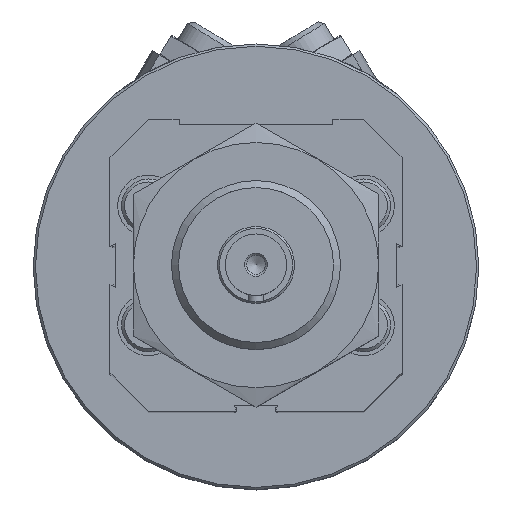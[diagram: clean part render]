
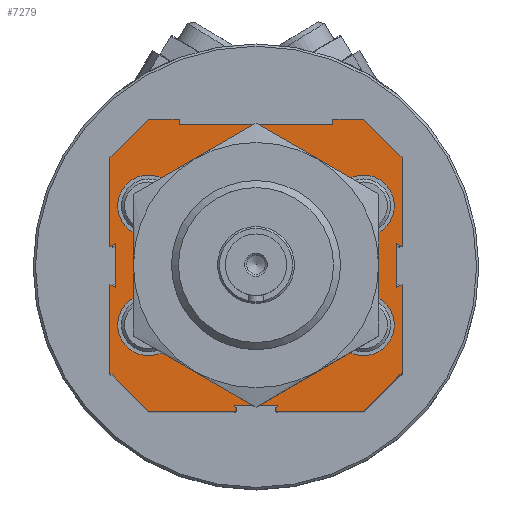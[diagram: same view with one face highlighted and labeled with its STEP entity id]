
A CAD part, top view. The second image highlights one B-rep face of the part: STEP entity #7279.
In plain terms, the highlighted face is planar.
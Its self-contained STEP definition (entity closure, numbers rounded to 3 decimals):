
#203=LINE('',#11472,#748);
#205=LINE('',#11476,#750);
#207=LINE('',#11480,#752);
#241=LINE('',#11566,#786);
#243=LINE('',#11570,#788);
#245=LINE('',#11574,#790);
#279=LINE('',#11660,#824);
#281=LINE('',#11664,#826);
#283=LINE('',#11668,#828);
#343=LINE('',#11824,#888);
#345=LINE('',#11828,#890);
#347=LINE('',#11832,#892);
#389=LINE('',#11933,#934);
#391=LINE('',#11937,#936);
#393=LINE('',#11941,#938);
#394=LINE('',#11943,#939);
#396=LINE('',#11947,#941);
#398=LINE('',#11951,#943);
#399=LINE('',#11953,#944);
#401=LINE('',#11957,#946);
#403=LINE('',#11961,#948);
#404=LINE('',#11963,#949);
#406=LINE('',#11967,#951);
#408=LINE('',#11971,#953);
#748=VECTOR('',#8970,1000.);
#750=VECTOR('',#8974,1000.);
#752=VECTOR('',#8978,1000.);
#786=VECTOR('',#9072,1000.);
#788=VECTOR('',#9076,1000.);
#790=VECTOR('',#9080,1000.);
#824=VECTOR('',#9174,1000.);
#826=VECTOR('',#9178,1000.);
#828=VECTOR('',#9182,1000.);
#888=VECTOR('',#9354,1000.);
#890=VECTOR('',#9358,1000.);
#892=VECTOR('',#9362,1000.);
#934=VECTOR('',#9480,1000.);
#936=VECTOR('',#9484,1000.);
#938=VECTOR('',#9488,1000.);
#939=VECTOR('',#9491,1000.);
#941=VECTOR('',#9495,1000.);
#943=VECTOR('',#9499,1000.);
#944=VECTOR('',#9502,1000.);
#946=VECTOR('',#9506,1000.);
#948=VECTOR('',#9510,1000.);
#949=VECTOR('',#9513,1000.);
#951=VECTOR('',#9517,1000.);
#953=VECTOR('',#9521,1000.);
#1312=PLANE('',#8034);
#1763=CIRCLE('',#8035,4.);
#1764=CIRCLE('',#8036,4.);
#1765=CIRCLE('',#8037,4.);
#1766=CIRCLE('',#8038,4.);
#1767=CIRCLE('',#8039,11.);
#2869=ORIENTED_EDGE('',*,*,#4438,.T.);
#2870=ORIENTED_EDGE('',*,*,#4439,.T.);
#2871=ORIENTED_EDGE('',*,*,#4440,.T.);
#2872=ORIENTED_EDGE('',*,*,#4441,.T.);
#2873=ORIENTED_EDGE('',*,*,#4442,.F.);
#2874=ORIENTED_EDGE('',*,*,#4185,.F.);
#2875=ORIENTED_EDGE('',*,*,#4437,.F.);
#2876=ORIENTED_EDGE('',*,*,#4435,.F.);
#2877=ORIENTED_EDGE('',*,*,#4433,.F.);
#2878=ORIENTED_EDGE('',*,*,#4367,.F.);
#2879=ORIENTED_EDGE('',*,*,#4365,.F.);
#2880=ORIENTED_EDGE('',*,*,#4363,.F.);
#2881=ORIENTED_EDGE('',*,*,#4432,.F.);
#2882=ORIENTED_EDGE('',*,*,#4430,.F.);
#2883=ORIENTED_EDGE('',*,*,#4428,.F.);
#2884=ORIENTED_EDGE('',*,*,#4285,.F.);
#2885=ORIENTED_EDGE('',*,*,#4283,.F.);
#2886=ORIENTED_EDGE('',*,*,#4281,.F.);
#2887=ORIENTED_EDGE('',*,*,#4427,.F.);
#2888=ORIENTED_EDGE('',*,*,#4425,.F.);
#2889=ORIENTED_EDGE('',*,*,#4423,.F.);
#2890=ORIENTED_EDGE('',*,*,#4237,.F.);
#2891=ORIENTED_EDGE('',*,*,#4235,.F.);
#2892=ORIENTED_EDGE('',*,*,#4233,.F.);
#2893=ORIENTED_EDGE('',*,*,#4422,.F.);
#2894=ORIENTED_EDGE('',*,*,#4420,.F.);
#2895=ORIENTED_EDGE('',*,*,#4418,.F.);
#2896=ORIENTED_EDGE('',*,*,#4189,.F.);
#2897=ORIENTED_EDGE('',*,*,#4187,.F.);
#4185=EDGE_CURVE('',#5174,#5175,#203,.T.);
#4187=EDGE_CURVE('',#5175,#5176,#205,.T.);
#4189=EDGE_CURVE('',#5176,#5177,#207,.T.);
#4233=EDGE_CURVE('',#5198,#5199,#241,.T.);
#4235=EDGE_CURVE('',#5199,#5200,#243,.T.);
#4237=EDGE_CURVE('',#5200,#5201,#245,.T.);
#4281=EDGE_CURVE('',#5222,#5223,#279,.T.);
#4283=EDGE_CURVE('',#5223,#5224,#281,.T.);
#4285=EDGE_CURVE('',#5224,#5225,#283,.T.);
#4363=EDGE_CURVE('',#5264,#5265,#343,.T.);
#4365=EDGE_CURVE('',#5265,#5266,#345,.T.);
#4367=EDGE_CURVE('',#5266,#5267,#347,.T.);
#4418=EDGE_CURVE('',#5177,#5288,#389,.T.);
#4420=EDGE_CURVE('',#5288,#5289,#391,.T.);
#4422=EDGE_CURVE('',#5289,#5198,#393,.T.);
#4423=EDGE_CURVE('',#5201,#5290,#394,.T.);
#4425=EDGE_CURVE('',#5290,#5291,#396,.T.);
#4427=EDGE_CURVE('',#5291,#5222,#398,.T.);
#4428=EDGE_CURVE('',#5225,#5292,#399,.T.);
#4430=EDGE_CURVE('',#5292,#5293,#401,.T.);
#4432=EDGE_CURVE('',#5293,#5264,#403,.T.);
#4433=EDGE_CURVE('',#5267,#5294,#404,.T.);
#4435=EDGE_CURVE('',#5294,#5295,#406,.T.);
#4437=EDGE_CURVE('',#5295,#5174,#408,.T.);
#4438=EDGE_CURVE('',#5296,#5296,#1763,.T.);
#4439=EDGE_CURVE('',#5297,#5297,#1764,.T.);
#4440=EDGE_CURVE('',#5298,#5298,#1765,.T.);
#4441=EDGE_CURVE('',#5299,#5299,#1766,.T.);
#4442=EDGE_CURVE('',#5300,#5300,#1767,.F.);
#5174=VERTEX_POINT('',#11471);
#5175=VERTEX_POINT('',#11473);
#5176=VERTEX_POINT('',#11477);
#5177=VERTEX_POINT('',#11481);
#5198=VERTEX_POINT('',#11565);
#5199=VERTEX_POINT('',#11567);
#5200=VERTEX_POINT('',#11571);
#5201=VERTEX_POINT('',#11575);
#5222=VERTEX_POINT('',#11659);
#5223=VERTEX_POINT('',#11661);
#5224=VERTEX_POINT('',#11665);
#5225=VERTEX_POINT('',#11669);
#5264=VERTEX_POINT('',#11823);
#5265=VERTEX_POINT('',#11825);
#5266=VERTEX_POINT('',#11829);
#5267=VERTEX_POINT('',#11833);
#5288=VERTEX_POINT('',#11934);
#5289=VERTEX_POINT('',#11938);
#5290=VERTEX_POINT('',#11944);
#5291=VERTEX_POINT('',#11948);
#5292=VERTEX_POINT('',#11954);
#5293=VERTEX_POINT('',#11958);
#5294=VERTEX_POINT('',#11964);
#5295=VERTEX_POINT('',#11968);
#5296=VERTEX_POINT('',#11974);
#5297=VERTEX_POINT('',#11976);
#5298=VERTEX_POINT('',#11978);
#5299=VERTEX_POINT('',#11980);
#5300=VERTEX_POINT('',#11982);
#5971=EDGE_LOOP('',(#2869));
#5972=EDGE_LOOP('',(#2870));
#5973=EDGE_LOOP('',(#2871));
#5974=EDGE_LOOP('',(#2872));
#5975=EDGE_LOOP('',(#2873));
#5976=EDGE_LOOP('',(#2874,#2875,#2876,#2877,#2878,#2879,#2880,#2881,#2882,
#2883,#2884,#2885,#2886,#2887,#2888,#2889,#2890,#2891,#2892,#2893,#2894,
#2895,#2896,#2897));
#6616=FACE_BOUND('',#5971,.T.);
#6617=FACE_BOUND('',#5972,.T.);
#6618=FACE_BOUND('',#5973,.T.);
#6619=FACE_BOUND('',#5974,.T.);
#6620=FACE_BOUND('',#5975,.T.);
#6621=FACE_BOUND('',#5976,.T.);
#7279=ADVANCED_FACE('',(#6616,#6617,#6618,#6619,#6620,#6621),#1312,.F.);
#8034=AXIS2_PLACEMENT_3D('',#11972,#9522,#9523);
#8035=AXIS2_PLACEMENT_3D('',#11973,#9524,#9525);
#8036=AXIS2_PLACEMENT_3D('',#11975,#9526,#9527);
#8037=AXIS2_PLACEMENT_3D('',#11977,#9528,#9529);
#8038=AXIS2_PLACEMENT_3D('',#11979,#9530,#9531);
#8039=AXIS2_PLACEMENT_3D('',#11981,#9532,#9533);
#8970=DIRECTION('',(0.,-1.,0.));
#8974=DIRECTION('',(0.,-0.707,-0.707));
#8978=DIRECTION('',(0.,0.,-1.));
#9072=DIRECTION('',(0.,0.,-1.));
#9076=DIRECTION('',(0.,0.707,-0.707));
#9080=DIRECTION('',(0.,1.,0.));
#9174=DIRECTION('',(0.,1.,0.));
#9178=DIRECTION('',(0.,0.707,0.707));
#9182=DIRECTION('',(0.,0.,1.));
#9354=DIRECTION('',(0.,0.,1.));
#9358=DIRECTION('',(0.,-0.707,0.707));
#9362=DIRECTION('',(0.,-1.,0.));
#9480=DIRECTION('',(0.,0.903,0.429));
#9484=DIRECTION('',(0.,0.,-1.));
#9488=DIRECTION('',(0.,-0.903,0.429));
#9491=DIRECTION('',(0.,-0.429,0.903));
#9495=DIRECTION('',(0.,1.,0.));
#9499=DIRECTION('',(0.,-0.429,-0.903));
#9502=DIRECTION('',(0.,-0.996,0.087));
#9506=DIRECTION('',(0.,0.,1.));
#9510=DIRECTION('',(0.,0.996,0.087));
#9513=DIRECTION('',(0.,0.429,-0.903));
#9517=DIRECTION('',(0.,-1.,0.));
#9521=DIRECTION('',(0.,0.429,0.903));
#9522=DIRECTION('',(1.,0.,0.));
#9523=DIRECTION('',(0.,0.,-1.));
#9524=DIRECTION('',(1.,0.,0.));
#9525=DIRECTION('',(0.,0.,-1.));
#9526=DIRECTION('',(1.,0.,0.));
#9527=DIRECTION('',(0.,0.,-1.));
#9528=DIRECTION('',(1.,0.,0.));
#9529=DIRECTION('',(0.,0.,-1.));
#9530=DIRECTION('',(1.,0.,0.));
#9531=DIRECTION('',(0.,0.,-1.));
#9532=DIRECTION('',(1.,0.,0.));
#9533=DIRECTION('',(0.,0.,-1.));
#11471=CARTESIAN_POINT('',(-166.8,-2.489,19.));
#11472=CARTESIAN_POINT('',(-166.8,-2.489,19.));
#11473=CARTESIAN_POINT('',(-166.8,-14.,19.));
#11476=CARTESIAN_POINT('',(-166.8,-14.,19.));
#11477=CARTESIAN_POINT('',(-166.8,-19.,14.));
#11480=CARTESIAN_POINT('',(-166.8,-19.,14.));
#11481=CARTESIAN_POINT('',(-166.8,-19.,2.489));
#11565=CARTESIAN_POINT('',(-166.8,-19.,-2.489));
#11566=CARTESIAN_POINT('',(-166.8,-19.,-2.489));
#11567=CARTESIAN_POINT('',(-166.8,-19.,-14.));
#11570=CARTESIAN_POINT('',(-166.8,-19.,-14.));
#11571=CARTESIAN_POINT('',(-166.8,-14.,-19.));
#11574=CARTESIAN_POINT('',(-166.8,-14.,-19.));
#11575=CARTESIAN_POINT('',(-166.8,-2.489,-19.));
#11659=CARTESIAN_POINT('',(-166.8,2.489,-19.));
#11660=CARTESIAN_POINT('',(-166.8,2.489,-19.));
#11661=CARTESIAN_POINT('',(-166.8,14.,-19.));
#11664=CARTESIAN_POINT('',(-166.8,14.,-19.));
#11665=CARTESIAN_POINT('',(-166.8,19.,-14.));
#11668=CARTESIAN_POINT('',(-166.8,19.,-14.));
#11669=CARTESIAN_POINT('',(-166.8,19.,-10.));
#11823=CARTESIAN_POINT('',(-166.8,19.,10.));
#11824=CARTESIAN_POINT('',(-166.8,19.,10.));
#11825=CARTESIAN_POINT('',(-166.8,19.,14.));
#11828=CARTESIAN_POINT('',(-166.8,19.,14.));
#11829=CARTESIAN_POINT('',(-166.8,14.,19.));
#11832=CARTESIAN_POINT('',(-166.8,14.,19.));
#11833=CARTESIAN_POINT('',(-166.8,2.489,19.));
#11933=CARTESIAN_POINT('',(-166.8,-19.,2.489));
#11934=CARTESIAN_POINT('',(-166.8,-18.24,2.85));
#11937=CARTESIAN_POINT('',(-166.8,-18.24,2.85));
#11938=CARTESIAN_POINT('',(-166.8,-18.24,-2.85));
#11941=CARTESIAN_POINT('',(-166.8,-18.24,-2.85));
#11943=CARTESIAN_POINT('',(-166.8,-2.489,-19.));
#11944=CARTESIAN_POINT('',(-166.8,-2.85,-18.24));
#11947=CARTESIAN_POINT('',(-166.8,-2.85,-18.24));
#11948=CARTESIAN_POINT('',(-166.8,2.85,-18.24));
#11951=CARTESIAN_POINT('',(-166.8,2.85,-18.24));
#11953=CARTESIAN_POINT('',(-166.8,19.,-10.));
#11954=CARTESIAN_POINT('',(-166.8,18.316,-9.94));
#11957=CARTESIAN_POINT('',(-166.8,18.316,-9.94));
#11958=CARTESIAN_POINT('',(-166.8,18.316,9.94));
#11961=CARTESIAN_POINT('',(-166.8,18.316,9.94));
#11963=CARTESIAN_POINT('',(-166.8,2.489,19.));
#11964=CARTESIAN_POINT('',(-166.8,2.85,18.24));
#11967=CARTESIAN_POINT('',(-166.8,2.85,18.24));
#11968=CARTESIAN_POINT('',(-166.8,-2.85,18.24));
#11971=CARTESIAN_POINT('',(-166.8,-2.85,18.24));
#11972=CARTESIAN_POINT('',(-166.8,0.,0.));
#11973=CARTESIAN_POINT('',(-166.8,-7.75,14.));
#11974=CARTESIAN_POINT('',(-166.8,-7.75,10.));
#11975=CARTESIAN_POINT('',(-166.8,-7.75,-14.));
#11976=CARTESIAN_POINT('',(-166.8,-7.75,-18.));
#11977=CARTESIAN_POINT('',(-166.8,7.75,-14.));
#11978=CARTESIAN_POINT('',(-166.8,7.75,-18.));
#11979=CARTESIAN_POINT('',(-166.8,7.75,14.));
#11980=CARTESIAN_POINT('',(-166.8,7.75,10.));
#11981=CARTESIAN_POINT('',(-166.8,0.,0.));
#11982=CARTESIAN_POINT('',(-166.8,0.,-11.));
